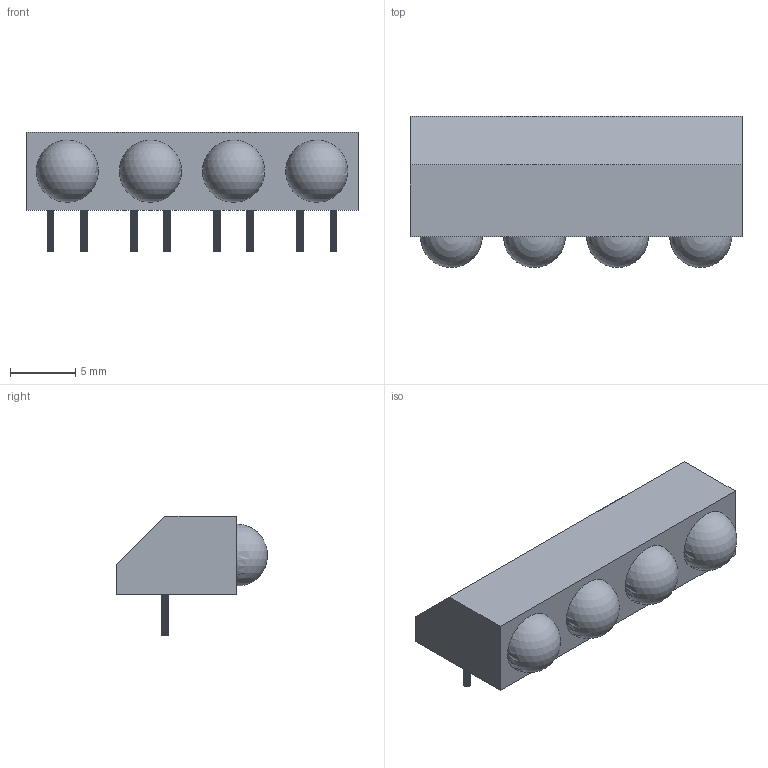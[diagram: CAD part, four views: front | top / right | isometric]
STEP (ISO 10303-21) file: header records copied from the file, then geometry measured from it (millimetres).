
FILE_DESCRIPTION(('FreeCAD Model'),'2;1');
FILE_NAME( 'SSF-LXH400HGW.step', '2020-12-15T06:40:19',('Author'),(''), 'Open CASCADE STEP processor 7.3','FreeCAD','Unknown');
FILE_SCHEMA(('AUTOMOTIVE_DESIGN { 1 0 10303 214 1 1 1 1 }'));
Length unit declared in the file: millimetre
Products named in the file (1): difference
Bounding box: 25.4 x 11.56 x 9.18 mm (x, y, z)
Volume: 1345.4 mm3; surface area: 924.5 mm2
Topology: 1 solids, 1 shells, 179 faces, 511 edges, 338 vertices
Faces by surface type: plane 175, sphere 4
Entity records: 13157 total; most frequent: CARTESIAN_POINT 2379, DIRECTION 1545, LINE 1165, VECTOR 1165, ORIENTED_EDGE 1006, PCURVE 1006, DEFINITIONAL_REPRESENTATION 1006, EDGE_CURVE 503
